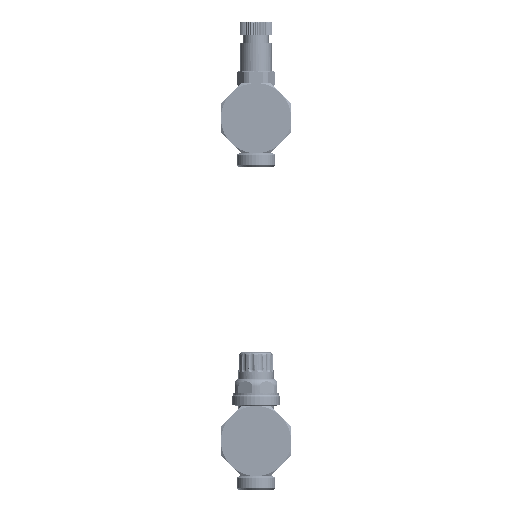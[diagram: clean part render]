
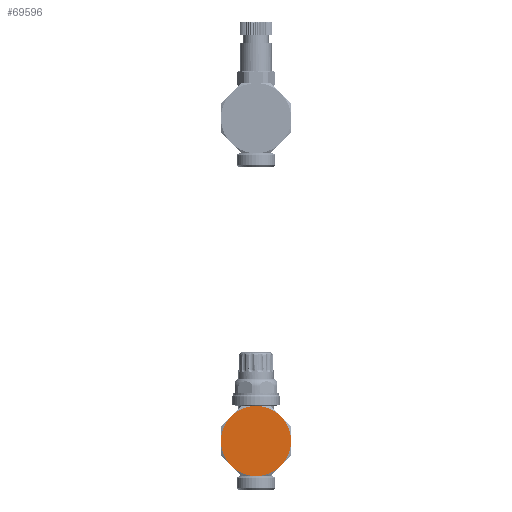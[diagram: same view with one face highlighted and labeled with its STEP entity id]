
A CAD part, front view. The second image highlights one B-rep face of the part: STEP entity #69596.
In plain terms, the highlighted planar face has unit normal (0, -1, 0).
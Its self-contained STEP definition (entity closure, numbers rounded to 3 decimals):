
#69509=CARTESIAN_POINT('Axis2P3D Location',(0.,-100.,-24.)) ;
#69514=CARTESIAN_POINT('Axis2P3D Location',(0.,-100.,0.)) ;
#69518=CARTESIAN_POINT('Vertex',(0.,-100.,24.)) ;
#69520=CARTESIAN_POINT('Vertex',(-11.506,-100.,21.062)) ;
#69523=CARTESIAN_POINT('Axis2P3D Location',(0.,-100.,0.)) ;
#69527=CARTESIAN_POINT('Vertex',(-16.971,-100.,16.971)) ;
#69530=CARTESIAN_POINT('Axis2P3D Location',(0.,-100.,0.)) ;
#69534=CARTESIAN_POINT('Vertex',(-24.,-100.,0.)) ;
#69537=CARTESIAN_POINT('Axis2P3D Location',(0.,-100.,0.)) ;
#69541=CARTESIAN_POINT('Vertex',(-16.971,-100.,-16.971)) ;
#69544=CARTESIAN_POINT('Axis2P3D Location',(0.,-100.,0.)) ;
#69548=CARTESIAN_POINT('Vertex',(0.,-100.,-24.)) ;
#69551=CARTESIAN_POINT('Axis2P3D Location',(0.,-100.,0.)) ;
#69555=CARTESIAN_POINT('Vertex',(11.506,-100.,-21.062)) ;
#69558=CARTESIAN_POINT('Axis2P3D Location',(0.,-100.,0.)) ;
#69562=CARTESIAN_POINT('Vertex',(16.971,-100.,-16.971)) ;
#69565=CARTESIAN_POINT('Axis2P3D Location',(0.,-100.,0.)) ;
#69569=CARTESIAN_POINT('Vertex',(24.,-100.,0.)) ;
#69572=CARTESIAN_POINT('Axis2P3D Location',(0.,-100.,0.)) ;
#69576=CARTESIAN_POINT('Vertex',(16.971,-100.,16.971)) ;
#69579=CARTESIAN_POINT('Axis2P3D Location',(0.,-100.,0.)) ;
#69510=DIRECTION('Axis2P3D Direction',(0.,-1.,0.)) ;
#69511=DIRECTION('Axis2P3D XDirection',(1.,0.,0.)) ;
#69515=DIRECTION('Axis2P3D Direction',(0.,-1.,0.)) ;
#69524=DIRECTION('Axis2P3D Direction',(0.,-1.,0.)) ;
#69531=DIRECTION('Axis2P3D Direction',(0.,-1.,0.)) ;
#69538=DIRECTION('Axis2P3D Direction',(0.,-1.,0.)) ;
#69545=DIRECTION('Axis2P3D Direction',(0.,-1.,0.)) ;
#69552=DIRECTION('Axis2P3D Direction',(0.,-1.,0.)) ;
#69559=DIRECTION('Axis2P3D Direction',(0.,-1.,0.)) ;
#69566=DIRECTION('Axis2P3D Direction',(0.,-1.,0.)) ;
#69573=DIRECTION('Axis2P3D Direction',(0.,-1.,0.)) ;
#69580=DIRECTION('Axis2P3D Direction',(0.,-1.,0.)) ;
#69512=AXIS2_PLACEMENT_3D('Plane Axis2P3D',#69509,#69510,#69511) ;
#69516=AXIS2_PLACEMENT_3D('Circle Axis2P3D',#69514,#69515,$) ;
#69525=AXIS2_PLACEMENT_3D('Circle Axis2P3D',#69523,#69524,$) ;
#69532=AXIS2_PLACEMENT_3D('Circle Axis2P3D',#69530,#69531,$) ;
#69539=AXIS2_PLACEMENT_3D('Circle Axis2P3D',#69537,#69538,$) ;
#69546=AXIS2_PLACEMENT_3D('Circle Axis2P3D',#69544,#69545,$) ;
#69553=AXIS2_PLACEMENT_3D('Circle Axis2P3D',#69551,#69552,$) ;
#69560=AXIS2_PLACEMENT_3D('Circle Axis2P3D',#69558,#69559,$) ;
#69567=AXIS2_PLACEMENT_3D('Circle Axis2P3D',#69565,#69566,$) ;
#69574=AXIS2_PLACEMENT_3D('Circle Axis2P3D',#69572,#69573,$) ;
#69581=AXIS2_PLACEMENT_3D('Circle Axis2P3D',#69579,#69580,$) ;
#69517=CIRCLE('generated circle',#69516,24.) ;
#69526=CIRCLE('generated circle',#69525,24.) ;
#69533=CIRCLE('generated circle',#69532,24.) ;
#69540=CIRCLE('generated circle',#69539,24.) ;
#69547=CIRCLE('generated circle',#69546,24.) ;
#69554=CIRCLE('generated circle',#69553,24.) ;
#69561=CIRCLE('generated circle',#69560,24.) ;
#69568=CIRCLE('generated circle',#69567,24.) ;
#69575=CIRCLE('generated circle',#69574,24.) ;
#69582=CIRCLE('generated circle',#69581,24.) ;
#69513=PLANE('',#69512) ;
#69522=EDGE_CURVE('',#69519,#69521,#69517,.T.) ;
#69529=EDGE_CURVE('',#69521,#69528,#69526,.T.) ;
#69536=EDGE_CURVE('',#69528,#69535,#69533,.T.) ;
#69543=EDGE_CURVE('',#69535,#69542,#69540,.T.) ;
#69550=EDGE_CURVE('',#69542,#69549,#69547,.T.) ;
#69557=EDGE_CURVE('',#69549,#69556,#69554,.T.) ;
#69564=EDGE_CURVE('',#69556,#69563,#69561,.T.) ;
#69571=EDGE_CURVE('',#69563,#69570,#69568,.T.) ;
#69578=EDGE_CURVE('',#69570,#69577,#69575,.T.) ;
#69583=EDGE_CURVE('',#69577,#69519,#69582,.T.) ;
#69585=ORIENTED_EDGE('',*,*,#69522,.T.) ;
#69586=ORIENTED_EDGE('',*,*,#69529,.T.) ;
#69587=ORIENTED_EDGE('',*,*,#69536,.T.) ;
#69588=ORIENTED_EDGE('',*,*,#69543,.T.) ;
#69589=ORIENTED_EDGE('',*,*,#69550,.T.) ;
#69590=ORIENTED_EDGE('',*,*,#69557,.T.) ;
#69591=ORIENTED_EDGE('',*,*,#69564,.T.) ;
#69592=ORIENTED_EDGE('',*,*,#69571,.T.) ;
#69593=ORIENTED_EDGE('',*,*,#69578,.T.) ;
#69594=ORIENTED_EDGE('',*,*,#69583,.T.) ;
#69584=EDGE_LOOP('',(#69585,#69586,#69587,#69588,#69589,#69590,#69591,#69592,#69593,#69594)) ;
#69519=VERTEX_POINT('',#69518) ;
#69521=VERTEX_POINT('',#69520) ;
#69528=VERTEX_POINT('',#69527) ;
#69535=VERTEX_POINT('',#69534) ;
#69542=VERTEX_POINT('',#69541) ;
#69549=VERTEX_POINT('',#69548) ;
#69556=VERTEX_POINT('',#69555) ;
#69563=VERTEX_POINT('',#69562) ;
#69570=VERTEX_POINT('',#69569) ;
#69577=VERTEX_POINT('',#69576) ;
#69596=ADVANCED_FACE('PartBody',(#69595),#69513,.T.) ;
#69595=FACE_OUTER_BOUND('',#69584,.T.) ;
